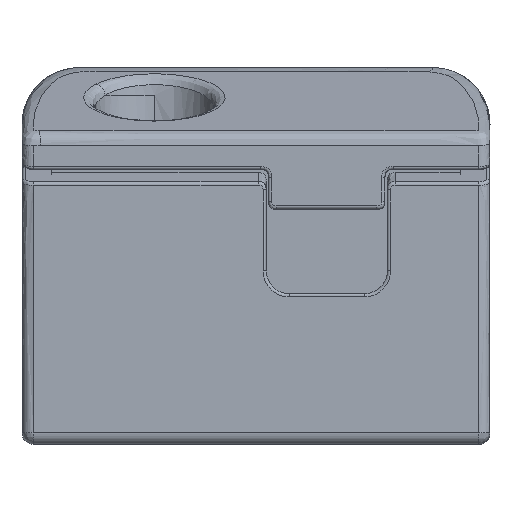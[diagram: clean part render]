
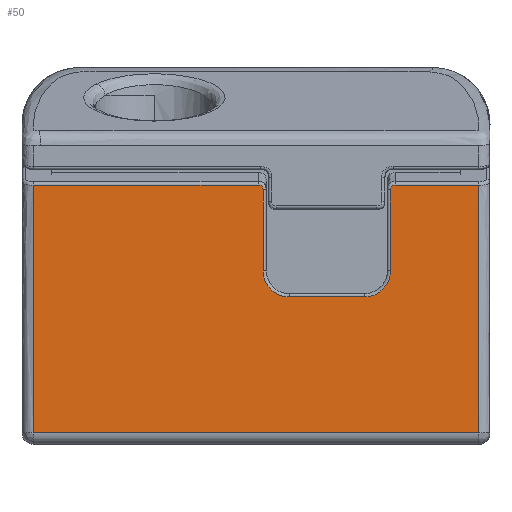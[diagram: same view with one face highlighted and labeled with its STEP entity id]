
A CAD part, left-side view. The second image highlights one B-rep face of the part: STEP entity #50.
In plain terms, the highlighted planar face has unit normal (-1, 0, 0).
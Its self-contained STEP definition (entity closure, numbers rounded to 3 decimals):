
#50=ADVANCED_FACE('',(#487),#6668,.T.);
#487=FACE_OUTER_BOUND('',#924,.T.);
#924=EDGE_LOOP('',(#1479,#1480,#1481,#1482,#1483,#1484,#1485,#1486,#1487,
#1488,#1489,#1490));
#1479=ORIENTED_EDGE('',*,*,#4206,.T.);
#1480=ORIENTED_EDGE('',*,*,#3606,.T.);
#1481=ORIENTED_EDGE('',*,*,#4169,.T.);
#1482=ORIENTED_EDGE('',*,*,#3607,.T.);
#1483=ORIENTED_EDGE('',*,*,#4176,.T.);
#1484=ORIENTED_EDGE('',*,*,#3608,.T.);
#1485=ORIENTED_EDGE('',*,*,#4205,.T.);
#1486=ORIENTED_EDGE('',*,*,#3609,.T.);
#1487=ORIENTED_EDGE('',*,*,#3610,.T.);
#1488=ORIENTED_EDGE('',*,*,#3611,.T.);
#1489=ORIENTED_EDGE('',*,*,#3612,.T.);
#1490=ORIENTED_EDGE('',*,*,#3613,.T.);
#3606=EDGE_CURVE('',#5763,#5764,#4786,.T.);
#3607=EDGE_CURVE('',#5765,#5766,#4787,.T.);
#3608=EDGE_CURVE('',#5767,#5768,#4788,.T.);
#3609=EDGE_CURVE('',#5769,#5770,#4789,.T.);
#3610=EDGE_CURVE('',#5770,#5771,#4790,.T.);
#3611=EDGE_CURVE('',#5771,#5772,#4791,.T.);
#3612=EDGE_CURVE('',#5772,#5773,#4792,.T.);
#3613=EDGE_CURVE('',#5773,#5762,#4793,.T.);
#4169=EDGE_CURVE('',#5764,#5765,#4637,.T.);
#4176=EDGE_CURVE('',#5766,#5767,#4638,.T.);
#4205=EDGE_CURVE('',#5768,#5769,#5343,.T.);
#4206=EDGE_CURVE('',#5762,#5763,#5344,.T.);
#4637=(
BOUNDED_CURVE()
B_SPLINE_CURVE(2,(#16518,#16519,#16520),.UNSPECIFIED.,.F.,.F.)
B_SPLINE_CURVE_WITH_KNOTS((3,3),(0.,1.793),
 .UNSPECIFIED.)
CURVE()
GEOMETRIC_REPRESENTATION_ITEM()
RATIONAL_B_SPLINE_CURVE((1.,0.707,1.))
REPRESENTATION_ITEM('')
);
#4638=(
BOUNDED_CURVE()
B_SPLINE_CURVE(2,(#16557,#16558,#16559),.UNSPECIFIED.,.F.,.F.)
B_SPLINE_CURVE_WITH_KNOTS((3,3),(0.,1.793),
 .UNSPECIFIED.)
CURVE()
GEOMETRIC_REPRESENTATION_ITEM()
RATIONAL_B_SPLINE_CURVE((1.,0.707,1.))
REPRESENTATION_ITEM('')
);
#4786=B_SPLINE_CURVE_WITH_KNOTS('',1,(#14041,#14042),.UNSPECIFIED.,.F.,
 .F.,(2,2),(0.,3.547),.UNSPECIFIED.);
#4787=B_SPLINE_CURVE_WITH_KNOTS('',1,(#14043,#14044),.UNSPECIFIED.,.F.,
 .F.,(2,2),(0.,3.3),.UNSPECIFIED.);
#4788=B_SPLINE_CURVE_WITH_KNOTS('',1,(#14045,#14046),.UNSPECIFIED.,.F.,
 .F.,(2,2),(0.,3.547),.UNSPECIFIED.);
#4789=B_SPLINE_CURVE_WITH_KNOTS('',1,(#14047,#14048),.UNSPECIFIED.,.F.,
 .F.,(2,2),(0.,9.846),.UNSPECIFIED.);
#4790=B_SPLINE_CURVE_WITH_KNOTS('',1,(#14049,#14050),.UNSPECIFIED.,.F.,
 .F.,(2,2),(0.,10.85),.UNSPECIFIED.);
#4791=B_SPLINE_CURVE_WITH_KNOTS('',1,(#14051,#14052),.UNSPECIFIED.,.F.,
 .F.,(2,2),(0.,19.5),.UNSPECIFIED.);
#4792=B_SPLINE_CURVE_WITH_KNOTS('',1,(#14053,#14054),.UNSPECIFIED.,.F.,
 .F.,(2,2),(0.,10.85),.UNSPECIFIED.);
#4793=B_SPLINE_CURVE_WITH_KNOTS('',1,(#14055,#14056),.UNSPECIFIED.,.F.,
 .F.,(2,2),(0.,3.646),.UNSPECIFIED.);
#5343=B_SPLINE_CURVE_WITH_KNOTS('',3,(#16695,#16696,#16697,#16698,#16699,
#16700,#16701,#16702,#16703),.UNSPECIFIED.,.F.,.F.,(4,1,1,1,1,1,4),(0.048,
0.147,0.222,0.258,0.295,
0.346,0.398),.UNSPECIFIED.);
#5344=B_SPLINE_CURVE_WITH_KNOTS('',3,(#16704,#16705,#16706,#16707,#16708,
#16709,#16710,#16711,#16712,#16713),.UNSPECIFIED.,.F.,.F.,(4,1,1,1,1,1,
1,4),(0.,0.052,0.103,0.14,0.176,
0.251,0.301,0.35),.UNSPECIFIED.);
#5762=VERTEX_POINT('',#13139);
#5763=VERTEX_POINT('',#13140);
#5764=VERTEX_POINT('',#13141);
#5765=VERTEX_POINT('',#13142);
#5766=VERTEX_POINT('',#13143);
#5767=VERTEX_POINT('',#13144);
#5768=VERTEX_POINT('',#13145);
#5769=VERTEX_POINT('',#13146);
#5770=VERTEX_POINT('',#13147);
#5771=VERTEX_POINT('',#13148);
#5772=VERTEX_POINT('',#13149);
#5773=VERTEX_POINT('',#13150);
#6668=PLANE('',#6786);
#6786=AXIS2_PLACEMENT_3D('',#7368,#6887,$);
#6887=DIRECTION('',(-1.,0.,0.));
#7368=CARTESIAN_POINT('',(-42.,20.056,-8.941));
#13139=CARTESIAN_POINT('',(-42.,2.146,3.1));
#13140=CARTESIAN_POINT('',(-42.,2.359,2.897));
#13141=CARTESIAN_POINT('',(-42.,2.359,-0.65));
#13142=CARTESIAN_POINT('',(-42.,3.5,-1.791));
#13143=CARTESIAN_POINT('',(-42.,6.8,-1.791));
#13144=CARTESIAN_POINT('',(-42.,7.941,-0.65));
#13145=CARTESIAN_POINT('',(-42.,7.941,2.897));
#13146=CARTESIAN_POINT('',(-42.,8.154,3.1));
#13147=CARTESIAN_POINT('',(-42.,18.,3.1));
#13148=CARTESIAN_POINT('',(-42.,18.,-7.75));
#13149=CARTESIAN_POINT('',(-42.,-1.5,-7.75));
#13150=CARTESIAN_POINT('',(-42.,-1.5,3.1));
#14041=CARTESIAN_POINT('',(-42.,2.359,2.897));
#14042=CARTESIAN_POINT('',(-42.,2.359,-0.65));
#14043=CARTESIAN_POINT('',(-42.,3.5,-1.791));
#14044=CARTESIAN_POINT('',(-42.,6.8,-1.791));
#14045=CARTESIAN_POINT('',(-42.,7.941,-0.65));
#14046=CARTESIAN_POINT('',(-42.,7.941,2.897));
#14047=CARTESIAN_POINT('',(-42.,8.154,3.1));
#14048=CARTESIAN_POINT('',(-42.,18.,3.1));
#14049=CARTESIAN_POINT('',(-42.,18.,3.1));
#14050=CARTESIAN_POINT('',(-42.,18.,-7.75));
#14051=CARTESIAN_POINT('',(-42.,18.,-7.75));
#14052=CARTESIAN_POINT('',(-42.,-1.5,-7.75));
#14053=CARTESIAN_POINT('',(-42.,-1.5,-7.75));
#14054=CARTESIAN_POINT('',(-42.,-1.5,3.1));
#14055=CARTESIAN_POINT('',(-42.,-1.5,3.1));
#14056=CARTESIAN_POINT('',(-42.,2.146,3.1));
#16518=CARTESIAN_POINT('',(-42.,2.359,-0.65));
#16519=CARTESIAN_POINT('',(-42.,2.359,-1.791));
#16520=CARTESIAN_POINT('',(-42.,3.5,-1.791));
#16557=CARTESIAN_POINT('',(-42.,6.8,-1.791));
#16558=CARTESIAN_POINT('',(-42.,7.941,-1.791));
#16559=CARTESIAN_POINT('',(-42.,7.941,-0.65));
#16695=CARTESIAN_POINT('',(-42.,7.941,2.897));
#16696=CARTESIAN_POINT('',(-42.,7.942,2.93));
#16697=CARTESIAN_POINT('',(-42.,7.942,2.99));
#16698=CARTESIAN_POINT('',(-42.,7.976,3.053));
#16699=CARTESIAN_POINT('',(-42.,8.016,3.081));
#16700=CARTESIAN_POINT('',(-42.,8.055,3.094));
#16701=CARTESIAN_POINT('',(-42.,8.102,3.1));
#16702=CARTESIAN_POINT('',(-42.,8.136,3.1));
#16703=CARTESIAN_POINT('',(-42.,8.154,3.1));
#16704=CARTESIAN_POINT('',(-42.,2.146,3.1));
#16705=CARTESIAN_POINT('',(-42.,2.164,3.1));
#16706=CARTESIAN_POINT('',(-42.,2.198,3.1));
#16707=CARTESIAN_POINT('',(-42.,2.245,3.094));
#16708=CARTESIAN_POINT('',(-42.,2.284,3.081));
#16709=CARTESIAN_POINT('',(-42.,2.324,3.053));
#16710=CARTESIAN_POINT('',(-42.,2.35,3.005));
#16711=CARTESIAN_POINT('',(-42.,2.358,2.947));
#16712=CARTESIAN_POINT('',(-42.,2.359,2.914));
#16713=CARTESIAN_POINT('',(-42.,2.359,2.897));
